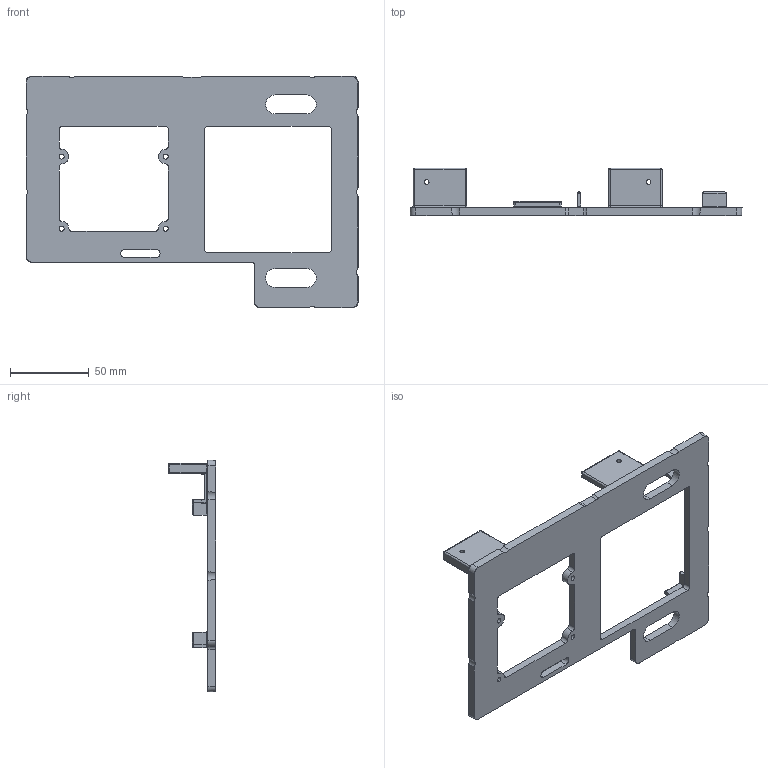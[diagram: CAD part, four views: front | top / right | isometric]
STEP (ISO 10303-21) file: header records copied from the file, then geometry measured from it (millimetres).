
FILE_DESCRIPTION (( 'STEP AP203' ), '1' );
FILE_NAME ('Pelican_Structure_Print.STEP', '2021-07-21T00:14:19', ( '' ), ( '' ), 'SwSTEP 2.0', 'SolidWorks 2020', '' );
FILE_SCHEMA (( 'CONFIG_CONTROL_DESIGN' ));
Length unit declared in the file: millimetre
Products named in the file (1): Pelican_Structure_Print
Bounding box: 210.52 x 30 x 147.02 mm (x, y, z)
Volume: 84427.3 mm3; surface area: 44790.2 mm2
Topology: 1 solids, 1 shells, 290 faces, 718 edges, 424 vertices
Faces by surface type: cylinder 161, plane 105, torus 12, sphere 12
Entity records: 8457 total; most frequent: CARTESIAN_POINT 1697, ORIENTED_EDGE 1412, DIRECTION 1394, EDGE_CURVE 706, AXIS2_PLACEMENT_3D 489, VERTEX_POINT 424, VECTOR 416, LINE 416
